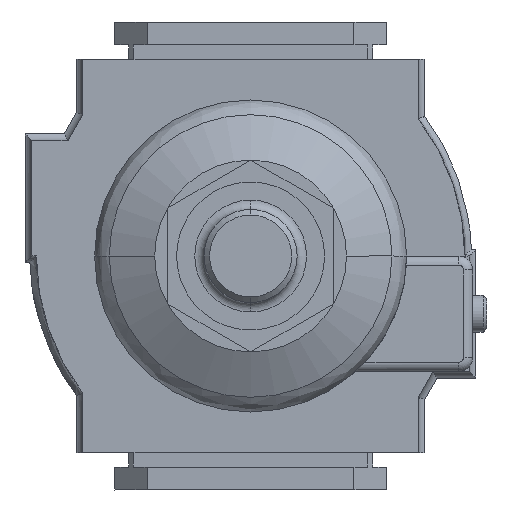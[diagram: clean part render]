
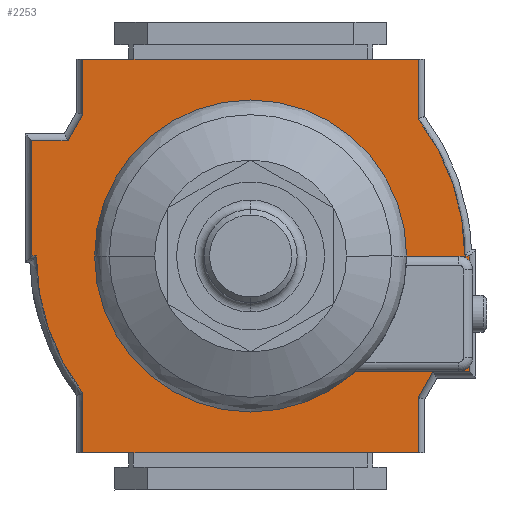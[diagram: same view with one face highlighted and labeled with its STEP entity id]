
A CAD part, front view. The second image highlights one B-rep face of the part: STEP entity #2253.
In plain terms, the highlighted face is planar.
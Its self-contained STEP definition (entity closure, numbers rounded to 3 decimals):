
#116 = ORIENTED_EDGE ( 'NONE', *, *, #6652, .F. ) ;
#138 = DIRECTION ( 'NONE',  ( 1., 0., 0. ) ) ;
#154 = CARTESIAN_POINT ( 'NONE',  ( -19.6, 30.9, -12.4 ) ) ;
#201 = VECTOR ( 'NONE', #3424, 1000. ) ;
#420 = ORIENTED_EDGE ( 'NONE', *, *, #2926, .F. ) ;
#449 = VERTEX_POINT ( 'NONE', #718 ) ;
#563 = VECTOR ( 'NONE', #1178, 1000. ) ;
#614 = EDGE_CURVE ( 'NONE', #3812, #6278, #4442, .T. ) ;
#644 = VERTEX_POINT ( 'NONE', #5282 ) ;
#718 = CARTESIAN_POINT ( 'NONE',  ( 19.6, 30.9, 12.4 ) ) ;
#793 = VERTEX_POINT ( 'NONE', #5277 ) ;
#886 = CARTESIAN_POINT ( 'NONE',  ( 18., 30.9, -21.125 ) ) ;
#953 = CARTESIAN_POINT ( 'NONE',  ( -18., 30.9, 14.731 ) ) ;
#982 = CIRCLE ( 'NONE', #1652, 24.2 ) ;
#1139 = VERTEX_POINT ( 'NONE', #4049 ) ;
#1149 = ORIENTED_EDGE ( 'NONE', *, *, #7093, .F. ) ;
#1174 = CARTESIAN_POINT ( 'NONE',  ( 23., 30.9, 0. ) ) ;
#1178 = DIRECTION ( 'NONE',  ( -1., 0., 0. ) ) ;
#1182 = VECTOR ( 'NONE', #2567, 1000. ) ;
#1202 = EDGE_CURVE ( 'NONE', #1139, #3812, #2931, .T. ) ;
#1203 = ORIENTED_EDGE ( 'NONE', *, *, #4561, .F. ) ;
#1227 = DIRECTION ( 'NONE',  ( 0.496, 0., -0.868 ) ) ;
#1235 = VECTOR ( 'NONE', #1227, 1000. ) ;
#1241 = VERTEX_POINT ( 'NONE', #3509 ) ;
#1298 = EDGE_CURVE ( 'NONE', #1655, #1566, #3197, .T. ) ;
#1321 = CARTESIAN_POINT ( 'NONE',  ( 18., 30.9, 21.125 ) ) ;
#1411 = VECTOR ( 'NONE', #4700, 1000. ) ;
#1421 = LINE ( 'NONE', #1749, #6579 ) ;
#1479 = ORIENTED_EDGE ( 'NONE', *, *, #2129, .F. ) ;
#1500 = PLANE ( 'NONE',  #4878 ) ;
#1545 = VERTEX_POINT ( 'NONE', #5973 ) ;
#1566 = VERTEX_POINT ( 'NONE', #2027 ) ;
#1652 = AXIS2_PLACEMENT_3D ( 'NONE', #4383, #5449, #2024 ) ;
#1655 = VERTEX_POINT ( 'NONE', #6079 ) ;
#1749 = CARTESIAN_POINT ( 'NONE',  ( -18., 30.9, -21.125 ) ) ;
#2024 = DIRECTION ( 'NONE',  ( 1., 0., 0. ) ) ;
#2027 = CARTESIAN_POINT ( 'NONE',  ( -18., 30.9, 21.125 ) ) ;
#2121 = CARTESIAN_POINT ( 'NONE',  ( 18., 30.9, 15.2 ) ) ;
#2129 = EDGE_CURVE ( 'NONE', #6658, #6199, #5573, .T. ) ;
#2134 = LINE ( 'NONE', #6632, #4966 ) ;
#2253 = ADVANCED_FACE ( 'NONE', ( #7082 ), #1500, .T. ) ;
#2308 = LINE ( 'NONE', #2710, #3636 ) ;
#2338 = ORIENTED_EDGE ( 'NONE', *, *, #4652, .F. ) ;
#2397 = VECTOR ( 'NONE', #5509, 1000. ) ;
#2410 = VECTOR ( 'NONE', #3840, 1000. ) ;
#2567 = DIRECTION ( 'NONE',  ( 0., 0., -1. ) ) ;
#2681 = DIRECTION ( 'NONE',  ( 0., -1., 0. ) ) ;
#2710 = CARTESIAN_POINT ( 'NONE',  ( -18., 30.9, 21.125 ) ) ;
#2729 = ORIENTED_EDGE ( 'NONE', *, *, #5724, .F. ) ;
#2832 = ORIENTED_EDGE ( 'NONE', *, *, #1298, .F. ) ;
#2926 = EDGE_CURVE ( 'NONE', #1545, #1655, #4079, .T. ) ;
#2931 = LINE ( 'NONE', #154, #1235 ) ;
#2997 = CARTESIAN_POINT ( 'NONE',  ( 23., 30.9, 0. ) ) ;
#3097 = VERTEX_POINT ( 'NONE', #2997 ) ;
#3100 = VECTOR ( 'NONE', #138, 1000. ) ;
#3197 = LINE ( 'NONE', #1321, #6397 ) ;
#3220 = EDGE_CURVE ( 'NONE', #3097, #6706, #6646, .T. ) ;
#3295 = EDGE_CURVE ( 'NONE', #449, #1545, #4484, .T. ) ;
#3324 = CARTESIAN_POINT ( 'NONE',  ( 23.5, 30.9, 12.4 ) ) ;
#3404 = ORIENTED_EDGE ( 'NONE', *, *, #6144, .F. ) ;
#3424 = DIRECTION ( 'NONE',  ( 1., 0., 0. ) ) ;
#3458 = LINE ( 'NONE', #4555, #3100 ) ;
#3508 = VERTEX_POINT ( 'NONE', #3324 ) ;
#3509 = CARTESIAN_POINT ( 'NONE',  ( -23.5, 30.9, 0. ) ) ;
#3598 = DIRECTION ( 'NONE',  ( 0., 0., 1. ) ) ;
#3609 = ORIENTED_EDGE ( 'NONE', *, *, #7173, .F. ) ;
#3633 = CARTESIAN_POINT ( 'NONE',  ( -18., 30.9, -15.2 ) ) ;
#3636 = VECTOR ( 'NONE', #6590, 1000. ) ;
#3812 = VERTEX_POINT ( 'NONE', #3633 ) ;
#3814 = CARTESIAN_POINT ( 'NONE',  ( 1.2, 30.9, 0. ) ) ;
#3820 = CARTESIAN_POINT ( 'NONE',  ( -23., 30.9, 0. ) ) ;
#3840 = DIRECTION ( 'NONE',  ( -1., 0., 0. ) ) ;
#3984 = AXIS2_PLACEMENT_3D ( 'NONE', #3814, #2681, #4334 ) ;
#4049 = CARTESIAN_POINT ( 'NONE',  ( -19.6, 30.9, -12.4 ) ) ;
#4079 = LINE ( 'NONE', #2121, #2397 ) ;
#4150 = ORIENTED_EDGE ( 'NONE', *, *, #1202, .F. ) ;
#4259 = DIRECTION ( 'NONE',  ( 0., 1., 0. ) ) ;
#4334 = DIRECTION ( 'NONE',  ( -1., 0., 0. ) ) ;
#4370 = EDGE_CURVE ( 'NONE', #6135, #793, #5902, .T. ) ;
#4383 = CARTESIAN_POINT ( 'NONE',  ( -1.2, 30.9, 0. ) ) ;
#4385 = CARTESIAN_POINT ( 'NONE',  ( 23.5, 30.9, 0. ) ) ;
#4442 = LINE ( 'NONE', #5307, #1182 ) ;
#4457 = DIRECTION ( 'NONE',  ( 0., 0., -1. ) ) ;
#4484 = LINE ( 'NONE', #6847, #1411 ) ;
#4555 = CARTESIAN_POINT ( 'NONE',  ( -23.5, 30.9, -12.4 ) ) ;
#4561 = EDGE_CURVE ( 'NONE', #6706, #3508, #6578, .T. ) ;
#4652 = EDGE_CURVE ( 'NONE', #1566, #6658, #2308, .T. ) ;
#4700 = DIRECTION ( 'NONE',  ( -0.496, 0., 0.868 ) ) ;
#4781 = ORIENTED_EDGE ( 'NONE', *, *, #3220, .F. ) ;
#4839 = CARTESIAN_POINT ( 'NONE',  ( 0., 30.9, 0. ) ) ;
#4871 = CARTESIAN_POINT ( 'NONE',  ( 18., 30.9, -21.125 ) ) ;
#4878 = AXIS2_PLACEMENT_3D ( 'NONE', #4839, #4259, #6620 ) ;
#4966 = VECTOR ( 'NONE', #4457, 1000. ) ;
#5171 = CARTESIAN_POINT ( 'NONE',  ( 23.5, 30.9, 12.4 ) ) ;
#5277 = CARTESIAN_POINT ( 'NONE',  ( 18., 30.9, -14.731 ) ) ;
#5282 = CARTESIAN_POINT ( 'NONE',  ( -23.5, 30.9, -12.4 ) ) ;
#5307 = CARTESIAN_POINT ( 'NONE',  ( -18., 30.9, -15.2 ) ) ;
#5348 = EDGE_LOOP ( 'NONE', ( #4781, #3404, #6690, #1149, #5955, #4150, #3609, #2729, #116, #1479, #2338, #2832, #420, #6791, #6694, #1203 ) ) ;
#5393 = LINE ( 'NONE', #3820, #2410 ) ;
#5449 = DIRECTION ( 'NONE',  ( 0., -1., 0. ) ) ;
#5509 = DIRECTION ( 'NONE',  ( 0., 0., 1. ) ) ;
#5565 = DIRECTION ( 'NONE',  ( 0., 0., 1. ) ) ;
#5573 = CIRCLE ( 'NONE', #3984, 24.2 ) ;
#5582 = CARTESIAN_POINT ( 'NONE',  ( -18., 30.9, -21.125 ) ) ;
#5630 = VECTOR ( 'NONE', #5565, 1000. ) ;
#5724 = EDGE_CURVE ( 'NONE', #1241, #644, #2134, .T. ) ;
#5902 = LINE ( 'NONE', #886, #6991 ) ;
#5955 = ORIENTED_EDGE ( 'NONE', *, *, #614, .F. ) ;
#5973 = CARTESIAN_POINT ( 'NONE',  ( 18., 30.9, 15.2 ) ) ;
#6079 = CARTESIAN_POINT ( 'NONE',  ( 18., 30.9, 21.125 ) ) ;
#6135 = VERTEX_POINT ( 'NONE', #4871 ) ;
#6144 = EDGE_CURVE ( 'NONE', #793, #3097, #982, .T. ) ;
#6199 = VERTEX_POINT ( 'NONE', #7092 ) ;
#6248 = DIRECTION ( 'NONE',  ( 1., 0., 0. ) ) ;
#6278 = VERTEX_POINT ( 'NONE', #5582 ) ;
#6280 = CARTESIAN_POINT ( 'NONE',  ( 23.5, 30.9, 0. ) ) ;
#6335 = DIRECTION ( 'NONE',  ( -1., 0., 0. ) ) ;
#6397 = VECTOR ( 'NONE', #6335, 1000. ) ;
#6525 = EDGE_CURVE ( 'NONE', #3508, #449, #6910, .T. ) ;
#6578 = LINE ( 'NONE', #4385, #5630 ) ;
#6579 = VECTOR ( 'NONE', #6248, 1000. ) ;
#6590 = DIRECTION ( 'NONE',  ( 0., 0., -1. ) ) ;
#6620 = DIRECTION ( 'NONE',  ( 0., 0., 1. ) ) ;
#6632 = CARTESIAN_POINT ( 'NONE',  ( -23.5, 30.9, 0. ) ) ;
#6646 = LINE ( 'NONE', #1174, #201 ) ;
#6652 = EDGE_CURVE ( 'NONE', #6199, #1241, #5393, .T. ) ;
#6658 = VERTEX_POINT ( 'NONE', #953 ) ;
#6690 = ORIENTED_EDGE ( 'NONE', *, *, #4370, .F. ) ;
#6694 = ORIENTED_EDGE ( 'NONE', *, *, #6525, .F. ) ;
#6706 = VERTEX_POINT ( 'NONE', #6280 ) ;
#6791 = ORIENTED_EDGE ( 'NONE', *, *, #3295, .F. ) ;
#6847 = CARTESIAN_POINT ( 'NONE',  ( 19.6, 30.9, 12.4 ) ) ;
#6910 = LINE ( 'NONE', #5171, #563 ) ;
#6991 = VECTOR ( 'NONE', #3598, 1000. ) ;
#7082 = FACE_OUTER_BOUND ( 'NONE', #5348, .T. ) ;
#7092 = CARTESIAN_POINT ( 'NONE',  ( -23., 30.9, 0. ) ) ;
#7093 = EDGE_CURVE ( 'NONE', #6278, #6135, #1421, .T. ) ;
#7173 = EDGE_CURVE ( 'NONE', #644, #1139, #3458, .T. ) ;
